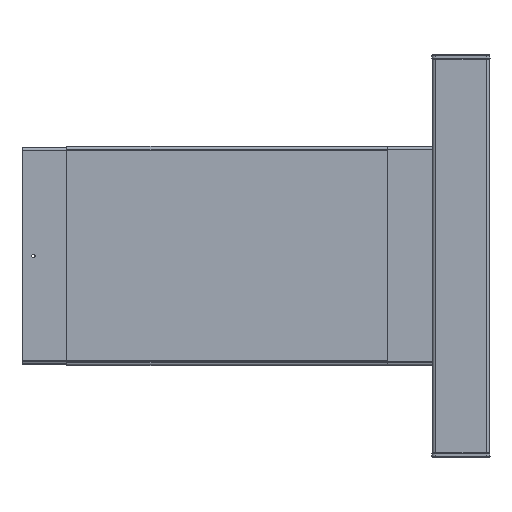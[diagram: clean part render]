
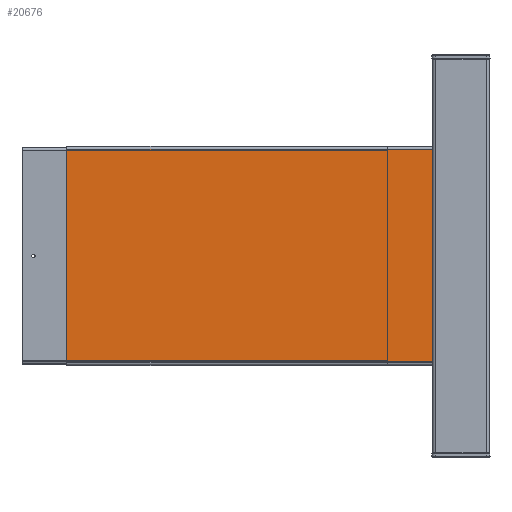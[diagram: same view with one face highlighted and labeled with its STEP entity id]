
A CAD part, left-side view. The second image highlights one B-rep face of the part: STEP entity #20676.
In plain terms, the highlighted planar face has unit normal (-1, 0, 0).
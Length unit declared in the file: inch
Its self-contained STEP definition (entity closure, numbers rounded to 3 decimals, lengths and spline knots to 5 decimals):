
#11419=DIRECTION('',(0.,1.,0.));
#11420=VECTOR('',#11419,20.);
#11421=CARTESIAN_POINT('',(-6.012,0.,5.853));
#11422=LINE('',#11421,#11420);
#11423=DIRECTION('',(0.,0.,-1.));
#11424=VECTOR('',#11423,11.646);
#11425=CARTESIAN_POINT('',(-6.012,0.,5.853));
#11426=LINE('',#11425,#11424);
#11427=DIRECTION('',(0.,1.,0.));
#11428=VECTOR('',#11427,20.);
#11429=CARTESIAN_POINT('',(-6.012,0.,-5.793));
#11430=LINE('',#11429,#11428);
#11525=DIRECTION('',(0.,0.,1.));
#11526=VECTOR('',#11525,11.646);
#11527=CARTESIAN_POINT('',(-6.012,20.,-5.793));
#11528=LINE('',#11527,#11526);
#16408=CARTESIAN_POINT('',(-6.012,20.,-5.793));
#16409=CARTESIAN_POINT('',(-6.012,20.,5.853));
#16410=VERTEX_POINT('',#16408);
#16411=VERTEX_POINT('',#16409);
#16866=CARTESIAN_POINT('',(-6.012,0.,-5.793));
#16868=VERTEX_POINT('',#16866);
#16874=CARTESIAN_POINT('',(-6.012,0.,5.853));
#16876=VERTEX_POINT('',#16874);
#20663=CARTESIAN_POINT('',(-6.012,0.,-5.793));
#20664=DIRECTION('',(-1.,0.,0.));
#20665=DIRECTION('',(0.,0.,1.));
#20666=AXIS2_PLACEMENT_3D('',#20663,#20664,#20665);
#20667=PLANE('',#20666);
#20668=ORIENTED_EDGE('',*,*,#20481,.T.);
#20670=ORIENTED_EDGE('',*,*,#20669,.T.);
#20672=ORIENTED_EDGE('',*,*,#20671,.T.);
#20673=ORIENTED_EDGE('',*,*,#20655,.F.);
#20674=EDGE_LOOP('',(#20668,#20670,#20672,#20673));
#20675=FACE_OUTER_BOUND('',#20674,.F.);
#20676=ADVANCED_FACE('',(#20675),#20667,.T.);
#20481=EDGE_CURVE('',#16876,#16868,#11426,.T.);
#20655=EDGE_CURVE('',#16876,#16411,#11422,.T.);
#20669=EDGE_CURVE('',#16868,#16410,#11430,.T.);
#20671=EDGE_CURVE('',#16410,#16411,#11528,.T.);
